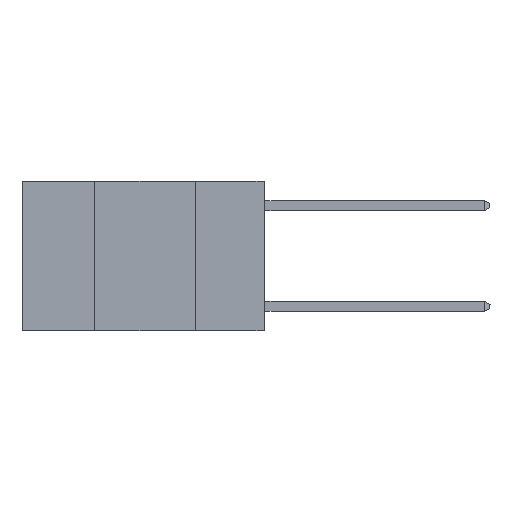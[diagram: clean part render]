
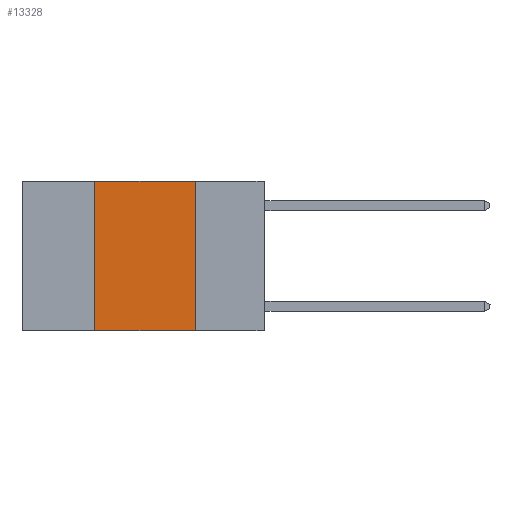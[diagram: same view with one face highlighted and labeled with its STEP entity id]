
A CAD part, left-side view. The second image highlights one B-rep face of the part: STEP entity #13328.
In plain terms, the highlighted planar face has unit normal (-1, 0, 0).
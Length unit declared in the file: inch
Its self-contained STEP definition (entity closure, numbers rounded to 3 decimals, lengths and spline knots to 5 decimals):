
#1191 = CARTESIAN_POINT ( 'NONE',  ( 0., 0.42, 0. ) ) ;
#1256 = ORIENTED_EDGE ( 'NONE', *, *, #19155, .F. ) ;
#2639 = LINE ( 'NONE', #3820, #10787 ) ;
#2741 = LINE ( 'NONE', #15669, #21233 ) ;
#2975 = DIRECTION ( 'NONE',  ( 0., 0., 1. ) ) ;
#3552 = CARTESIAN_POINT ( 'NONE',  ( 0., 0.6, 0. ) ) ;
#3820 = CARTESIAN_POINT ( 'NONE',  ( 0., 0.6, 0. ) ) ;
#3889 = VERTEX_POINT ( 'NONE', #20776 ) ;
#4831 = CARTESIAN_POINT ( 'NONE',  ( 0., 0.17, -0.37 ) ) ;
#5274 = DIRECTION ( 'NONE',  ( 1., 0., 0. ) ) ;
#5518 = DIRECTION ( 'NONE',  ( 0., -1., 0. ) ) ;
#6439 = EDGE_CURVE ( 'NONE', #12834, #10711, #2639, .T. ) ;
#6665 = FACE_OUTER_BOUND ( 'NONE', #13964, .T. ) ;
#8031 = LINE ( 'NONE', #9608, #12127 ) ;
#9257 = CARTESIAN_POINT ( 'NONE',  ( 0., 0.42, 0. ) ) ;
#9608 = CARTESIAN_POINT ( 'NONE',  ( 0., 0.17, 0. ) ) ;
#10383 = DIRECTION ( 'NONE',  ( 0., -1., 0. ) ) ;
#10560 = VECTOR ( 'NONE', #2975, 39.37008 ) ;
#10711 = VERTEX_POINT ( 'NONE', #21058 ) ;
#10787 = VECTOR ( 'NONE', #5518, 39.37008 ) ;
#11372 = DIRECTION ( 'NONE',  ( 0., 0., -1. ) ) ;
#12127 = VECTOR ( 'NONE', #11372, 39.37008 ) ;
#12509 = AXIS2_PLACEMENT_3D ( 'NONE', #3552, #5274, #17518 ) ;
#12834 = VERTEX_POINT ( 'NONE', #9257 ) ;
#13328 = ADVANCED_FACE ( 'NONE', ( #6665 ), #13999, .F. ) ;
#13463 = ORIENTED_EDGE ( 'NONE', *, *, #6439, .F. ) ;
#13766 = ORIENTED_EDGE ( 'NONE', *, *, #18022, .F. ) ;
#13964 = EDGE_LOOP ( 'NONE', ( #1256, #13463, #13766, #16437 ) ) ;
#13999 = PLANE ( 'NONE',  #12509 ) ;
#14689 = LINE ( 'NONE', #1191, #10560 ) ;
#15669 = CARTESIAN_POINT ( 'NONE',  ( 0., 0.6, -0.37 ) ) ;
#16437 = ORIENTED_EDGE ( 'NONE', *, *, #16853, .T. ) ;
#16746 = VERTEX_POINT ( 'NONE', #4831 ) ;
#16853 = EDGE_CURVE ( 'NONE', #3889, #16746, #2741, .T. ) ;
#17518 = DIRECTION ( 'NONE',  ( 0., 0., -1. ) ) ;
#18022 = EDGE_CURVE ( 'NONE', #3889, #12834, #14689, .T. ) ;
#19155 = EDGE_CURVE ( 'NONE', #10711, #16746, #8031, .T. ) ;
#20776 = CARTESIAN_POINT ( 'NONE',  ( 0., 0.42, -0.37 ) ) ;
#21058 = CARTESIAN_POINT ( 'NONE',  ( 0., 0.17, 0. ) ) ;
#21233 = VECTOR ( 'NONE', #10383, 39.37008 ) ;
